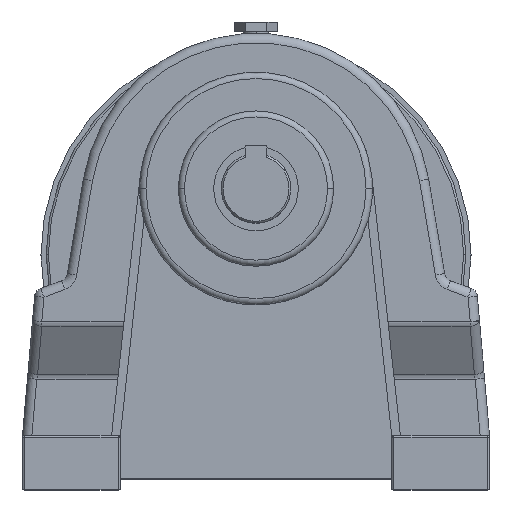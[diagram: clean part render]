
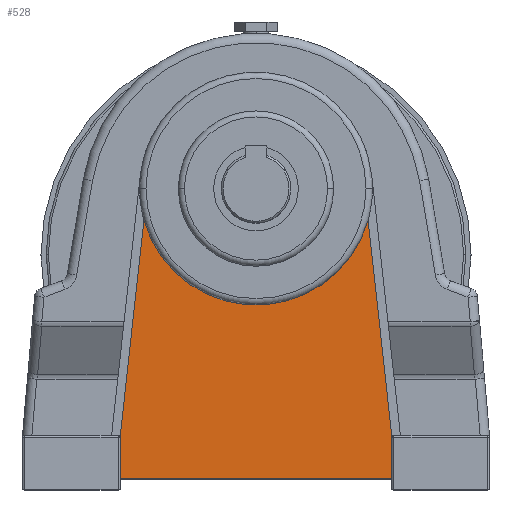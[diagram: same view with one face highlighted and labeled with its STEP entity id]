
A CAD part, top view. The second image highlights one B-rep face of the part: STEP entity #528.
In plain terms, the highlighted planar face has unit normal (0, 0, 1).
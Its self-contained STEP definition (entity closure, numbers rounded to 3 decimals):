
#65 = CARTESIAN_POINT ( 'NONE',  ( 62.5, -113.5, -13.028 ) ) ;
#278 = ORIENTED_EDGE ( 'NONE', *, *, #4239, .T. ) ;
#528 = ADVANCED_FACE ( 'NONE', ( #1797 ), #7209, .T. ) ;
#665 = CARTESIAN_POINT ( 'NONE',  ( -62.5, -113.5, -13.028 ) ) ;
#708 = EDGE_LOOP ( 'NONE', ( #1925, #877, #1641, #278, #5621, #4979 ) ) ;
#877 = ORIENTED_EDGE ( 'NONE', *, *, #6163, .T. ) ;
#910 = LINE ( 'NONE', #1611, #1706 ) ;
#1078 = CARTESIAN_POINT ( 'NONE',  ( 62.5, -133.5, -13.028 ) ) ;
#1143 = CARTESIAN_POINT ( 'NONE',  ( -62.5, -133.5, -13.028 ) ) ;
#1367 = DIRECTION ( 'NONE',  ( 0., 0., 1. ) ) ;
#1611 = CARTESIAN_POINT ( 'NONE',  ( -62.5, -133.5, -13.028 ) ) ;
#1641 = ORIENTED_EDGE ( 'NONE', *, *, #5195, .T. ) ;
#1706 = VECTOR ( 'NONE', #6259, 1000. ) ;
#1708 = LINE ( 'NONE', #4676, #2826 ) ;
#1797 = FACE_OUTER_BOUND ( 'NONE', #708, .T. ) ;
#1925 = ORIENTED_EDGE ( 'NONE', *, *, #3685, .T. ) ;
#2087 = EDGE_CURVE ( 'NONE', #4620, #2178, #2512, .T. ) ;
#2178 = VERTEX_POINT ( 'NONE', #4539 ) ;
#2254 = VERTEX_POINT ( 'NONE', #5124 ) ;
#2512 = CIRCLE ( 'NONE', #3607, 53.625 ) ;
#2553 = CARTESIAN_POINT ( 'NONE',  ( 51.575, -14.685, -13.028 ) ) ;
#2826 = VECTOR ( 'NONE', #4629, 1000. ) ;
#2866 = VERTEX_POINT ( 'NONE', #7101 ) ;
#3106 = LINE ( 'NONE', #665, #6219 ) ;
#3455 = AXIS2_PLACEMENT_3D ( 'NONE', #3715, #1367, #7262 ) ;
#3607 = AXIS2_PLACEMENT_3D ( 'NONE', #4356, #6128, #7284 ) ;
#3685 = EDGE_CURVE ( 'NONE', #2866, #6955, #3106, .T. ) ;
#3715 = CARTESIAN_POINT ( 'NONE',  ( 0., 0., -13.028 ) ) ;
#4239 = EDGE_CURVE ( 'NONE', #2254, #4620, #6654, .T. ) ;
#4356 = CARTESIAN_POINT ( 'NONE',  ( 0., 0., -13.028 ) ) ;
#4539 = CARTESIAN_POINT ( 'NONE',  ( -51.575, -14.685, -13.028 ) ) ;
#4620 = VERTEX_POINT ( 'NONE', #2553 ) ;
#4629 = DIRECTION ( 'NONE',  ( -0.11, -0.994, 0. ) ) ;
#4631 = VERTEX_POINT ( 'NONE', #6039 ) ;
#4676 = CARTESIAN_POINT ( 'NONE',  ( -51.575, -14.685, -13.028 ) ) ;
#4888 = DIRECTION ( 'NONE',  ( 0., -1., 0. ) ) ;
#4979 = ORIENTED_EDGE ( 'NONE', *, *, #7532, .T. ) ;
#5124 = CARTESIAN_POINT ( 'NONE',  ( 62.5, -113.5, -13.028 ) ) ;
#5195 = EDGE_CURVE ( 'NONE', #4631, #2254, #7452, .T. ) ;
#5621 = ORIENTED_EDGE ( 'NONE', *, *, #2087, .T. ) ;
#5937 = DIRECTION ( 'NONE',  ( -0.11, 0.994, 0. ) ) ;
#6039 = CARTESIAN_POINT ( 'NONE',  ( 62.5, -133.5, -13.028 ) ) ;
#6128 = DIRECTION ( 'NONE',  ( 0., 0., -1. ) ) ;
#6163 = EDGE_CURVE ( 'NONE', #6955, #4631, #910, .T. ) ;
#6219 = VECTOR ( 'NONE', #4888, 1000. ) ;
#6259 = DIRECTION ( 'NONE',  ( 1., 0., 0. ) ) ;
#6654 = LINE ( 'NONE', #65, #7364 ) ;
#6821 = VECTOR ( 'NONE', #7028, 1000. ) ;
#6955 = VERTEX_POINT ( 'NONE', #1143 ) ;
#7028 = DIRECTION ( 'NONE',  ( 0., 1., 0. ) ) ;
#7101 = CARTESIAN_POINT ( 'NONE',  ( -62.5, -113.5, -13.028 ) ) ;
#7209 = PLANE ( 'NONE',  #3455 ) ;
#7262 = DIRECTION ( 'NONE',  ( 1., 0., 0. ) ) ;
#7284 = DIRECTION ( 'NONE',  ( 1., 0., 0. ) ) ;
#7364 = VECTOR ( 'NONE', #5937, 1000. ) ;
#7452 = LINE ( 'NONE', #1078, #6821 ) ;
#7532 = EDGE_CURVE ( 'NONE', #2178, #2866, #1708, .T. ) ;
